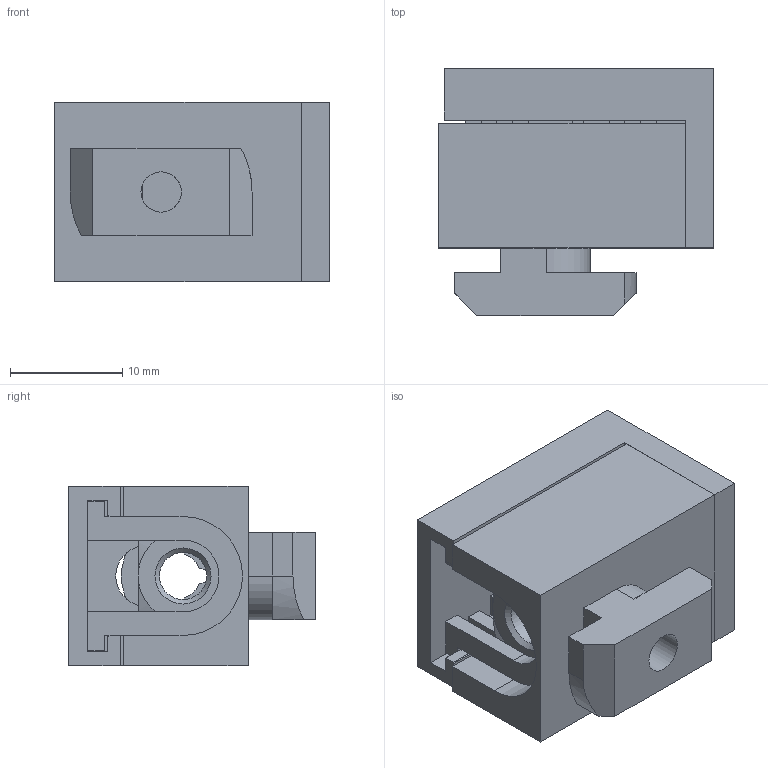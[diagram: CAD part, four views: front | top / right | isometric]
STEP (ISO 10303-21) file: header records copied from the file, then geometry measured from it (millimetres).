
FILE_DESCRIPTION(/* description */ ('STEP AP214'),/* implementation_level */ '2;1');
FILE_NAME(/* name */ '094511M5CS',/* time_stamp */ '2022-11-24T10:02:03+01:00',/* author */ ('License CC BY-ND 4.0'),/* organization */ ('CADENAS'),/* preprocessor_version */ 'ST-DEVELOPER v18.102',/* originating_system */ 'PARTsolutions',/* authorisation */ ' ');
FILE_SCHEMA (('AUTOMOTIVE_DESIGN {1 0 10303 214 3 1 1}'));
Length unit declared in the file: millimetre
Products named in the file (5): 094511M5CS; 094511M5CS3; 094511M5CS4; 094511M5CS2; 094511M5CS1
Assembly tree (4 placements, depth 2):
  094511M5CS
    094511M5CS3
    094511M5CS4
    094511M5CS2
    094511M5CS1
Bounding box: 24.5 x 22 x 16 mm (x, y, z)
Volume: 4499.6 mm3; surface area: 5315.8 mm2
Topology: 4 solids, 4 shells, 154 faces, 427 edges, 282 vertices
Faces by surface type: plane 113, cylinder 31, cone 8, torus 2
Full cylindrical faces by diameter (mm): 3.6 x1, 4.2 x1, 10 x1
Entity records: 5008 total; most frequent: CARTESIAN_POINT 893, ORIENTED_EDGE 842, DIRECTION 808, EDGE_CURVE 421, LINE 332, VECTOR 332, VERTEX_POINT 281, AXIS2_PLACEMENT_3D 238
